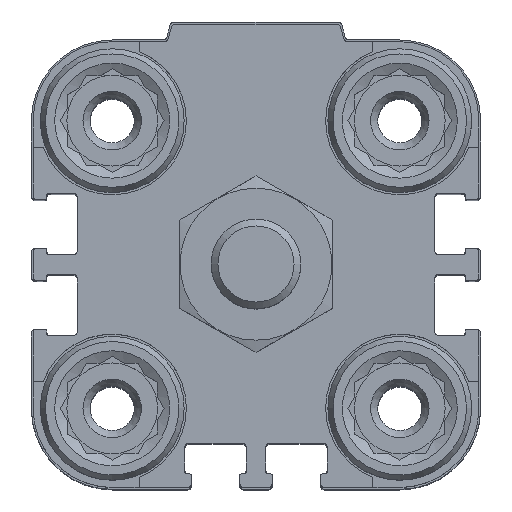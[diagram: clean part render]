
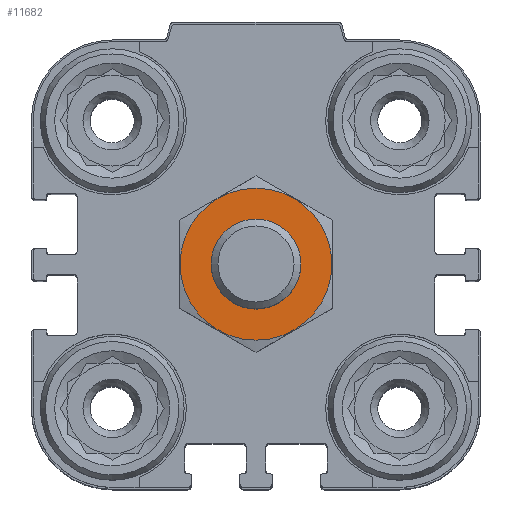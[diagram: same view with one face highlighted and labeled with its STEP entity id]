
A CAD part, top view. The second image highlights one B-rep face of the part: STEP entity #11682.
In plain terms, the highlighted face is planar.
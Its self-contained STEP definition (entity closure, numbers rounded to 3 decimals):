
#2539=PLANE('',#12781);
#6215=ORIENTED_EDGE('',*,*,#7900,.F.);
#6216=ORIENTED_EDGE('',*,*,#7901,.T.);
#7900=EDGE_CURVE('',#9035,#9035,#9462,.T.);
#7901=EDGE_CURVE('',#9036,#9036,#9463,.T.);
#9035=VERTEX_POINT('',#19947);
#9036=VERTEX_POINT('',#19949);
#9462=CIRCLE('',#12782,8.45);
#9463=CIRCLE('',#12783,5.);
#10218=EDGE_LOOP('',(#6215));
#10219=EDGE_LOOP('',(#6216));
#10990=FACE_BOUND('',#10218,.T.);
#10991=FACE_BOUND('',#10219,.T.);
#11682=ADVANCED_FACE('',(#10990,#10991),#2539,.F.);
#12781=AXIS2_PLACEMENT_3D('',#19945,#15935,#15936);
#12782=AXIS2_PLACEMENT_3D('',#19946,#15937,#15938);
#12783=AXIS2_PLACEMENT_3D('',#19948,#15939,#15940);
#15935=DIRECTION('',(0.,-1.,0.));
#15936=DIRECTION('',(0.,0.,-1.));
#15937=DIRECTION('',(0.,-1.,0.));
#15938=DIRECTION('',(0.,0.,-1.));
#15939=DIRECTION('',(0.,-1.,0.));
#15940=DIRECTION('',(0.,0.,-1.));
#19945=CARTESIAN_POINT('',(0.,0.,0.));
#19946=CARTESIAN_POINT('',(0.,0.,0.));
#19947=CARTESIAN_POINT('',(0.,0.,-8.45));
#19948=CARTESIAN_POINT('',(0.,0.,0.));
#19949=CARTESIAN_POINT('',(0.,0.,-5.));
